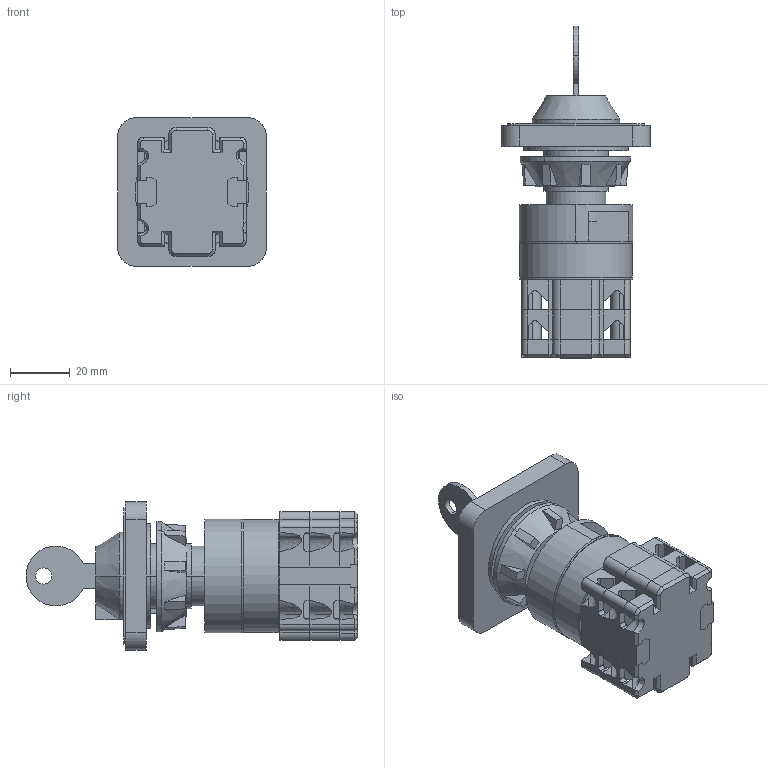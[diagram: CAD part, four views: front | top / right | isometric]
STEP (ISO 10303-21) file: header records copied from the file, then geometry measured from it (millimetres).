
FILE_DESCRIPTION (( 'STEP AP214' ), '1' );
FILE_NAME ('4g20-10-U S29.STEP', '2025-01-23T20:24:33', ( '' ), ( '' ), 'SwSTEP 2.0', 'SolidWorks 2022', '' );
FILE_SCHEMA (( 'AUTOMOTIVE_DESIGN' ));
Length unit declared in the file: millimetre
Products named in the file (8): 4G25-10-U S10 K1 корпус; Ключ круглый; 4g20-10-U S10.2; Замок; Экран на замки; Кольцо силикон; Прижимная гайка; 4g20-10-U S29
Assembly tree (7 placements, depth 2):
  4g20-10-U S29
    4g20-10-U S10.2
    4G25-10-U S10 K1 корпус
    Кольцо силикон
    Прижимная гайка
    Экран на замки
    Замок
    Ключ круглый
Bounding box: 49.5 x 110.65 x 49.5 mm (x, y, z)
Volume: 100967.6 mm3; surface area: 42822.9 mm2
Topology: 12 solids, 12 shells, 571 faces, 1546 edges, 1017 vertices
Faces by surface type: plane 399, cylinder 117, bspline 40, cone 15
Entity records: 24074 total; most frequent: CARTESIAN_POINT 11221, ORIENTED_EDGE 3092, DIRECTION 1819, EDGE_CURVE 1546, VERTEX_POINT 1017, B_SPLINE_CURVE_WITH_KNOTS 951, AXIS2_PLACEMENT_3D 689, EDGE_LOOP 595
